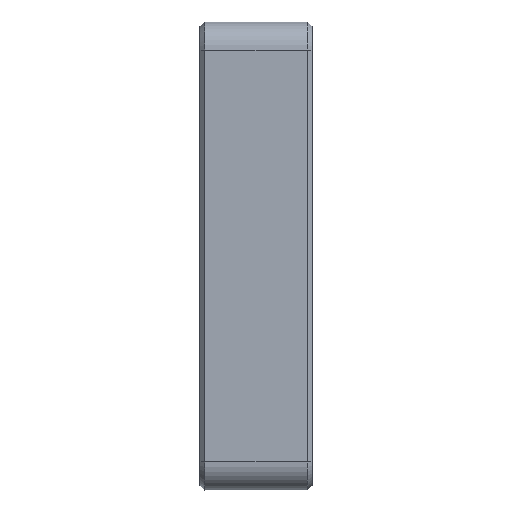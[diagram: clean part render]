
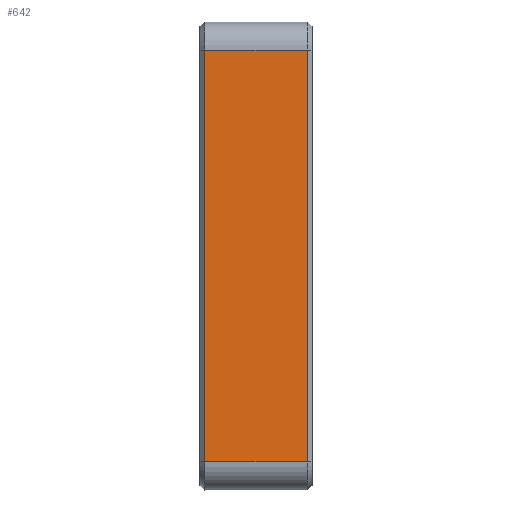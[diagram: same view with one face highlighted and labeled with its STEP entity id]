
A CAD part, front view. The second image highlights one B-rep face of the part: STEP entity #642.
In plain terms, the highlighted planar face has unit normal (0, -1, 0).
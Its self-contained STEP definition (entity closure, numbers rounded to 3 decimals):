
#303 = CARTESIAN_POINT ( 'NONE',  ( 3., -12.5, 12.5 ) ) ;
#316 = CARTESIAN_POINT ( 'NONE',  ( -2.75, -12.5, -11. ) ) ;
#345 = EDGE_CURVE ( 'NONE', #9766, #5447, #9462, .T. ) ;
#384 = EDGE_CURVE ( 'NONE', #3630, #5354, #3477, .T. ) ;
#642 = ADVANCED_FACE ( 'NONE', ( #4376 ), #4421, .F. ) ;
#681 = ORIENTED_EDGE ( 'NONE', *, *, #345, .F. ) ;
#683 = CARTESIAN_POINT ( 'NONE',  ( 2.75, -12.5, 11. ) ) ;
#871 = ORIENTED_EDGE ( 'NONE', *, *, #5883, .F. ) ;
#1524 = EDGE_LOOP ( 'NONE', ( #2264, #1634, #871, #681 ) ) ;
#1634 = ORIENTED_EDGE ( 'NONE', *, *, #384, .F. ) ;
#1826 = DIRECTION ( 'NONE',  ( 0., 1., 0. ) ) ;
#2012 = DIRECTION ( 'NONE',  ( 0., 0., -1. ) ) ;
#2264 = ORIENTED_EDGE ( 'NONE', *, *, #2920, .T. ) ;
#2715 = DIRECTION ( 'NONE',  ( -1., 0., 0. ) ) ;
#2920 = EDGE_CURVE ( 'NONE', #9766, #5354, #6784, .T. ) ;
#3139 = AXIS2_PLACEMENT_3D ( 'NONE', #303, #1826, #10221 ) ;
#3477 = LINE ( 'NONE', #6769, #10225 ) ;
#3541 = CARTESIAN_POINT ( 'NONE',  ( -2.75, -12.5, 12.5 ) ) ;
#3628 = CARTESIAN_POINT ( 'NONE',  ( 3., -12.5, 11. ) ) ;
#3630 = VERTEX_POINT ( 'NONE', #8647 ) ;
#4289 = DIRECTION ( 'NONE',  ( 1., 0., 0. ) ) ;
#4376 = FACE_OUTER_BOUND ( 'NONE', #1524, .T. ) ;
#4421 = PLANE ( 'NONE',  #3139 ) ;
#5214 = VECTOR ( 'NONE', #4289, 1000. ) ;
#5345 = VECTOR ( 'NONE', #9053, 1000. ) ;
#5354 = VERTEX_POINT ( 'NONE', #316 ) ;
#5447 = VERTEX_POINT ( 'NONE', #683 ) ;
#5883 = EDGE_CURVE ( 'NONE', #5447, #3630, #8935, .T. ) ;
#6769 = CARTESIAN_POINT ( 'NONE',  ( 3., -12.5, -11. ) ) ;
#6784 = LINE ( 'NONE', #3541, #9471 ) ;
#6918 = CARTESIAN_POINT ( 'NONE',  ( -2.75, -12.5, 11. ) ) ;
#8121 = CARTESIAN_POINT ( 'NONE',  ( 2.75, -12.5, 12.5 ) ) ;
#8647 = CARTESIAN_POINT ( 'NONE',  ( 2.75, -12.5, -11. ) ) ;
#8935 = LINE ( 'NONE', #8121, #5345 ) ;
#9053 = DIRECTION ( 'NONE',  ( 0., 0., -1. ) ) ;
#9462 = LINE ( 'NONE', #3628, #5214 ) ;
#9471 = VECTOR ( 'NONE', #2012, 1000. ) ;
#9766 = VERTEX_POINT ( 'NONE', #6918 ) ;
#10221 = DIRECTION ( 'NONE',  ( 0., 0., 1. ) ) ;
#10225 = VECTOR ( 'NONE', #2715, 1000. ) ;
